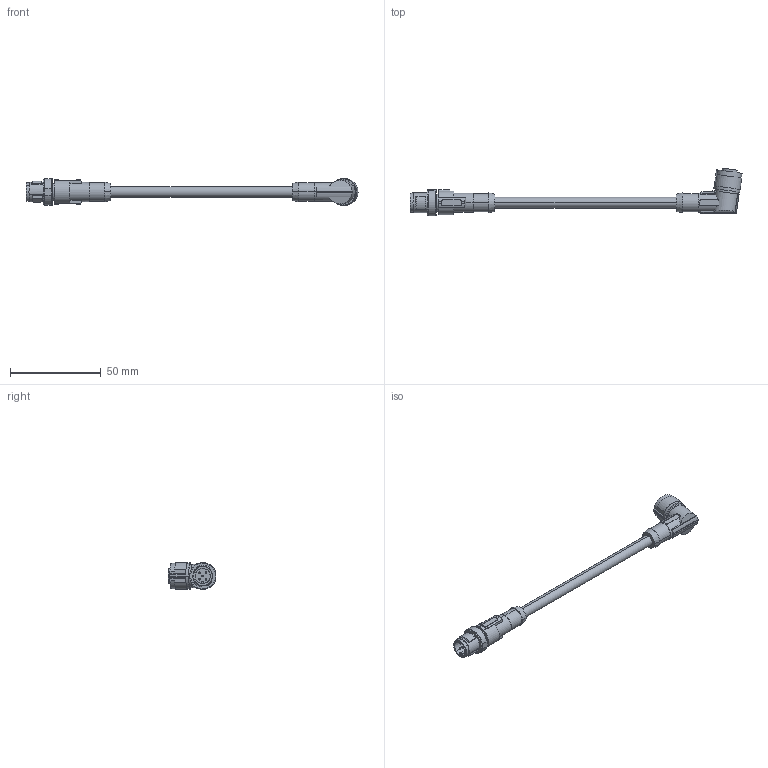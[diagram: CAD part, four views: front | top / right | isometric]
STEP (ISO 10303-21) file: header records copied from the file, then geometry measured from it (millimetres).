
FILE_DESCRIPTION(('SolidDesigner STEP Export'),'2;1');
FILE_NAME('1406156_SAC_5P_MS_0.5_542_FR_SCO_BK-select.stp','2013-09-18T12:30:43',(''),(''),'Creo Elements/Direct Modeling STEP processor for AP214 (Solid Model)','Creo Elements/Direct Modeling 18.1B 29-Sep-2012 (C) Parametric Technology GmbH','');
FILE_SCHEMA(('AUTOMOTIVE_DESIGN { 1 0 10303 214 1 1 1 1 }'));
Length unit declared in the file: millimetre
Products named in the file (1): 1406156_SAC_5P_MS_0.5_542_FR_SCO_BK-select
Bounding box: 183.05 x 26.28 x 14.79 mm (x, y, z)
Volume: 12079.5 mm3; surface area: 7134.5 mm2
Topology: 1 solids, 1 shells, 252 faces, 657 edges, 434 vertices
Faces by surface type: plane 114, cylinder 95, cone 37, bspline 6
Entity records: 13430 total; most frequent: CARTESIAN_POINT 5410, ORIENTED_EDGE 1314, DIRECTION 1110, EDGE_CURVE 657, VERTEX_POINT 434, AXIS2_PLACEMENT_3D 392, VECTOR 326, LINE 326
